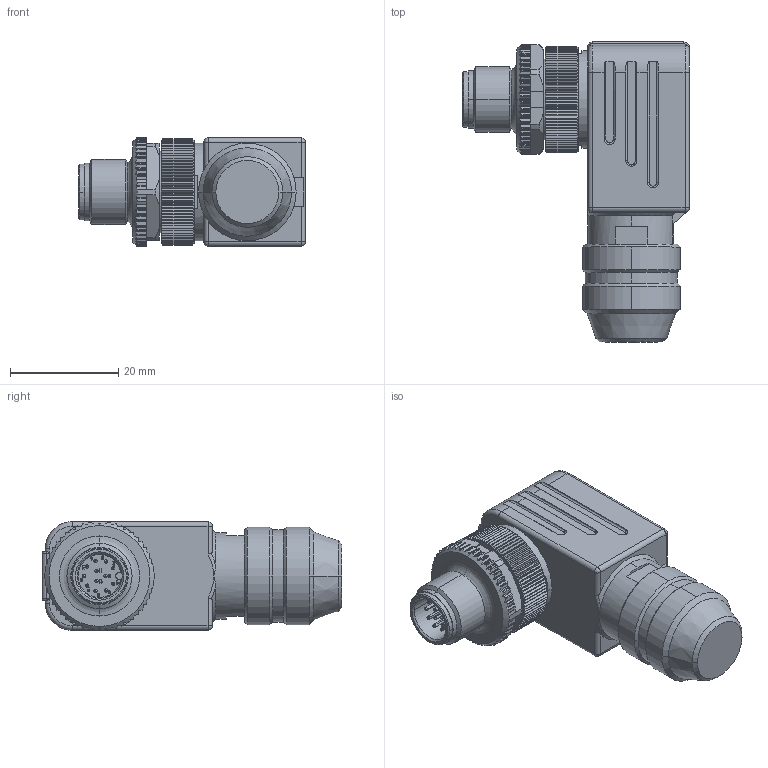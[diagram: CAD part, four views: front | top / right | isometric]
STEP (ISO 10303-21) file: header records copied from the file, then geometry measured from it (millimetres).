
FILE_DESCRIPTION(('SolidDesigner STEP Export'),'2;1');
FILE_NAME('1404412.stp','2012-09-27T12:02:05',(''),(''),'CoCreate Modeling STEP processor for AP214 (Solid Model)','CoCreate Modeling 16.00E 25-Sep-2009 (C) Parametric Technology GmbH','');
FILE_SCHEMA(('AUTOMOTIVE_DESIGN { 1 0 10303 214 1 1 1 1 }'));
Products named in the file (2): 1404412
Assembly tree (1 placements, depth 2):
  1404412
    1404412
Bounding box: 41.8 x 55.3 x 20.16 mm (x, y, z)
Volume: 20838.2 mm3; surface area: 6312.4 mm2
Topology: 1 solids, 1 shells, 1335 faces, 3441 edges, 2096 vertices
Faces by surface type: plane 474, cylinder 361, cone 225, extrusion 197, sphere 52, torus 20, bspline 6
Entity records: 57263 total; most frequent: CARTESIAN_POINT 17099, ORIENTED_EDGE 6778, DIRECTION 4970, EDGE_CURVE 3389, VERTEX_POINT 2096, AXIS2_PLACEMENT_3D 1700, VECTOR 1570, EDGE_LOOP 1375
